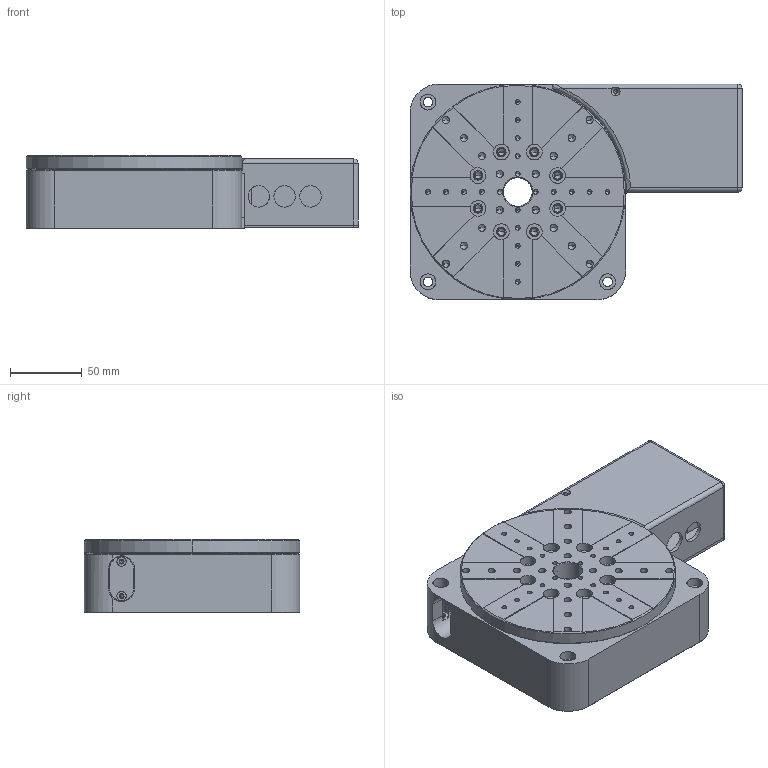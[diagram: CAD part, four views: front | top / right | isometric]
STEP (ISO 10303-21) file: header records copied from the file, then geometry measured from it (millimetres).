
FILE_DESCRIPTION (( 'STEP AP203' ), '1' );
FILE_NAME ('528670.STEP', '2024-09-21T08:40:15', ( '' ), ( '' ), 'SwSTEP 2.0', 'SolidWorks 2020', '' );
FILE_SCHEMA (( 'CONFIG_CONTROL_DESIGN' ));
Products named in the file (1): 528670
Bounding box: 231 x 150 x 51 mm (x, y, z)
Surface area: 267434.2 mm2 (no closed solid volume)
Topology: 0 solids, 21 shells, 1101 faces, 2686 edges, 1625 vertices
Faces by surface type: cylinder 551, plane 308, cone 218, torus 13, bspline 9, sphere 2
Entity records: 52464 total; most frequent: CARTESIAN_POINT 32231, ORIENTED_EDGE 5112, EDGE_CURVE 2559, B_SPLINE_CURVE_WITH_KNOTS 2540, DIRECTION 2186, VERTEX_POINT 1625, EDGE_LOOP 1412, FACE_OUTER_BOUND 1101
